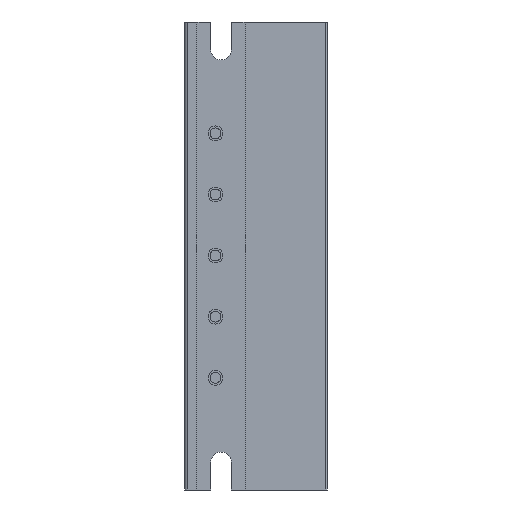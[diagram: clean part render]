
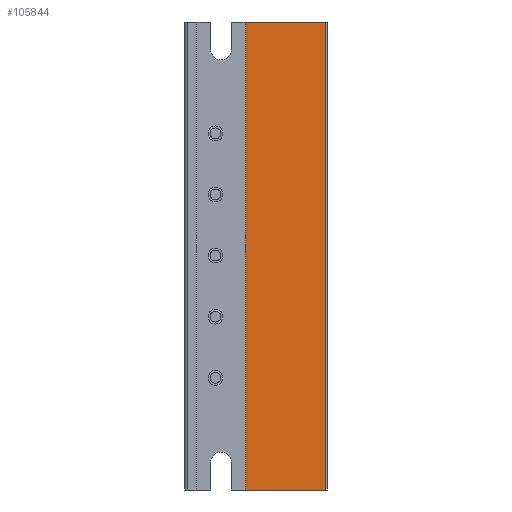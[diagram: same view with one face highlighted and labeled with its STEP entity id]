
A CAD part, left-side view. The second image highlights one B-rep face of the part: STEP entity #105844.
In plain terms, the highlighted planar face has unit normal (-1, 0, 0).
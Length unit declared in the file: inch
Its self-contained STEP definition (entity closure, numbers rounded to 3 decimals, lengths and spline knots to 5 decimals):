
#2219 = LINE ( 'NONE', #10402, #130484 ) ;
#7586 = ORIENTED_EDGE ( 'NONE', *, *, #152297, .F. ) ;
#8422 = ORIENTED_EDGE ( 'NONE', *, *, #68029, .T. ) ;
#10402 = CARTESIAN_POINT ( 'NONE',  ( 0.07412, 1.60341, 1.13108 ) ) ;
#11275 = LINE ( 'NONE', #128380, #153702 ) ;
#13525 = DIRECTION ( 'NONE',  ( 0., 0., 1. ) ) ;
#17970 = CARTESIAN_POINT ( 'NONE',  ( 0.07412, 1.60341, 5.38108 ) ) ;
#27246 = AXIS2_PLACEMENT_3D ( 'NONE', #168720, #155664, #13525 ) ;
#35382 = EDGE_CURVE ( 'NONE', #59271, #125437, #117095, .T. ) ;
#37080 = CARTESIAN_POINT ( 'NONE',  ( 0.07412, 1.36711, 1.13108 ) ) ;
#38979 = EDGE_LOOP ( 'NONE', ( #7586, #8422, #153898, #148028 ) ) ;
#40703 = VERTEX_POINT ( 'NONE', #41017 ) ;
#41017 = CARTESIAN_POINT ( 'NONE',  ( 0.07412, 2.09861, 1.13108 ) ) ;
#57436 = VECTOR ( 'NONE', #108956, 39.37008 ) ;
#59271 = VERTEX_POINT ( 'NONE', #81449 ) ;
#68029 = EDGE_CURVE ( 'NONE', #167435, #40703, #11275, .T. ) ;
#81449 = CARTESIAN_POINT ( 'NONE',  ( 0.07412, 1.36711, 5.38108 ) ) ;
#87030 = CARTESIAN_POINT ( 'NONE',  ( 0.07412, 1.36711, 5.38108 ) ) ;
#100086 = DIRECTION ( 'NONE',  ( 0., 0., -1. ) ) ;
#103839 = DIRECTION ( 'NONE',  ( 0., 0., -1. ) ) ;
#105844 = ADVANCED_FACE ( 'NONE', ( #160512 ), #142599, .T. ) ;
#108956 = DIRECTION ( 'NONE',  ( 0., -1., 0. ) ) ;
#115610 = DIRECTION ( 'NONE',  ( 0., -1., 0. ) ) ;
#117095 = LINE ( 'NONE', #87030, #147537 ) ;
#124542 = CARTESIAN_POINT ( 'NONE',  ( 0.07412, 2.09861, 5.38108 ) ) ;
#125437 = VERTEX_POINT ( 'NONE', #37080 ) ;
#128380 = CARTESIAN_POINT ( 'NONE',  ( 0.07412, 2.09861, 5.38108 ) ) ;
#130484 = VECTOR ( 'NONE', #115610, 39.37008 ) ;
#134002 = EDGE_CURVE ( 'NONE', #40703, #125437, #2219, .T. ) ;
#142599 = PLANE ( 'NONE',  #27246 ) ;
#147537 = VECTOR ( 'NONE', #100086, 39.37008 ) ;
#148028 = ORIENTED_EDGE ( 'NONE', *, *, #35382, .F. ) ;
#152297 = EDGE_CURVE ( 'NONE', #167435, #59271, #161195, .T. ) ;
#153702 = VECTOR ( 'NONE', #103839, 39.37008 ) ;
#153898 = ORIENTED_EDGE ( 'NONE', *, *, #134002, .T. ) ;
#155664 = DIRECTION ( 'NONE',  ( -1., 0., 0. ) ) ;
#160512 = FACE_OUTER_BOUND ( 'NONE', #38979, .T. ) ;
#161195 = LINE ( 'NONE', #17970, #57436 ) ;
#167435 = VERTEX_POINT ( 'NONE', #124542 ) ;
#168720 = CARTESIAN_POINT ( 'NONE',  ( 0.07412, 2.09861, 5.38108 ) ) ;
